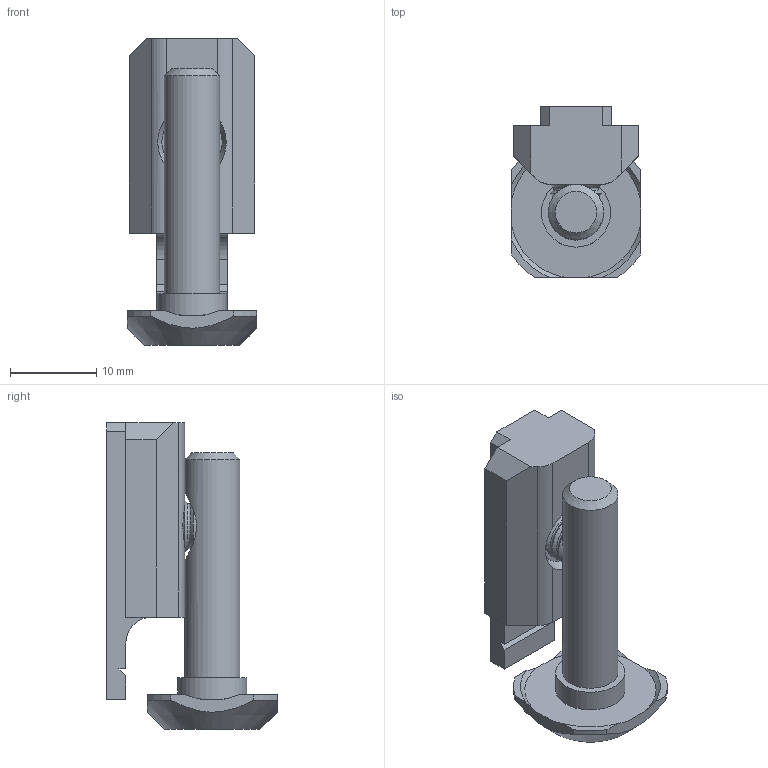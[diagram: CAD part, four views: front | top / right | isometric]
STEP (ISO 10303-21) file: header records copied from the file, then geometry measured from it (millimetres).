
FILE_DESCRIPTION((''),'2;1');
FILE_NAME('AR3523.stp','2016-08-05T09:46:37',('Envy'),(''),'Autodesk Inventor 2013','Autodesk Inventor 2013','');
FILE_SCHEMA(('AUTOMOTIVE_DESIGN { 1 0 10303 214 1 1 1 1 }'));
Length unit declared in the file: millimetre
Products named in the file (4): AR3523; AR3523 I; AR3523 II; AR3523 III
Assembly tree (3 placements, depth 2):
  AR3523
    AR3523 I
    AR3523 II
    AR3523 III
Bounding box: 15 x 19.7 x 35.5 mm (x, y, z)
Volume: 4017.5 mm3; surface area: 2897.5 mm2
Topology: 3 solids, 3 shells, 106 faces, 266 edges, 170 vertices
Faces by surface type: plane 56, cone 30, cylinder 10, torus 9, sphere 1
Full cylindrical faces by diameter (mm): 5 x1, 6.4 x1, 8 x1
Entity records: 2947 total; most frequent: CARTESIAN_POINT 567, DIRECTION 488, ORIENTED_EDGE 416, EDGE_CURVE 208, AXIS2_PLACEMENT_3D 185, VERTEX_POINT 150, EDGE_LOOP 150, VECTOR 118
